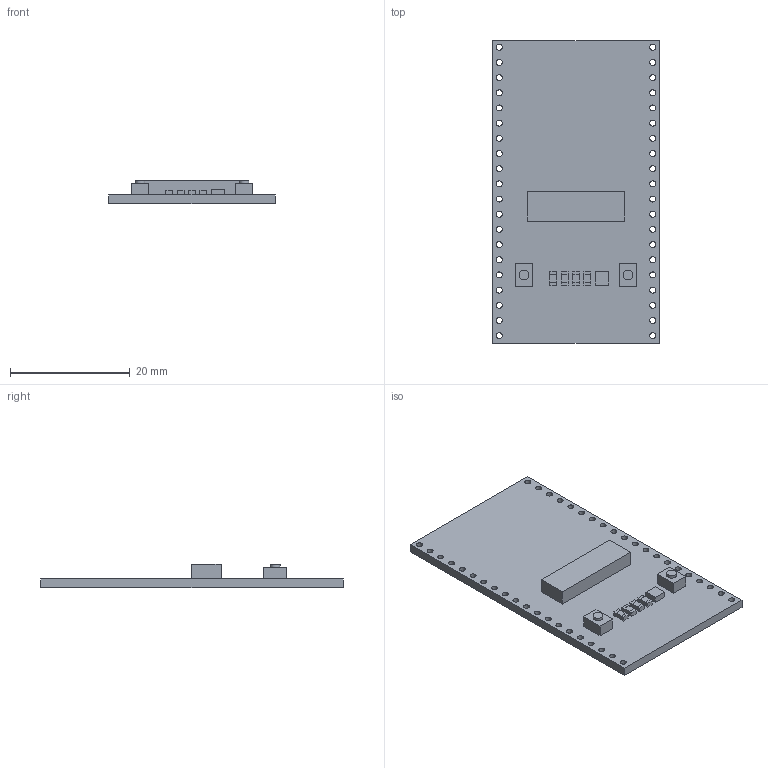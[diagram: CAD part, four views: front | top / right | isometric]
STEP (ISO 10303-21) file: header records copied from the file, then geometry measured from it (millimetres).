
FILE_DESCRIPTION(/* description */ ('','CAx-IF Rec.Pracs.---Representation and Presentation of Product Manufacturing Information (PMI)---4.0---2014-10-13'),/* implementation_level */ '2;1');
FILE_NAME(/* name */ 'Freenove_ESP32-S3-WROOM_CAM_Board.step',/* time_stamp */ '2025-03-05T02:04:51-05:00',/* author */ (''),/* organization */ (''),/* preprocessor_version */ 'ST-DEVELOPER v20',/* originating_system */ 'Autodesk Translation Framework v13.20.0.188',/* authorisation */ '');
FILE_SCHEMA (('AP242_MANAGED_MODEL_BASED_3D_ENGINEERING_MIM_LF { 1 0 10303 442 1 1 4 }'));
Length unit declared in the file: millimetre
Products named in the file (1): Freenove ESP32 S3 WROOM CAM Board
Bounding box: 27.91 x 50.66 x 4 mm (x, y, z)
Volume: 2336.7 mm3; surface area: 3384.7 mm2
Topology: 1 solids, 1 shells, 122 faces, 330 edges, 220 vertices
Faces by surface type: plane 80, cylinder 42
Full cylindrical faces by diameter (mm): 1 x40, 1.65 x2
Entity records: 4080 total; most frequent: CARTESIAN_POINT 673, ORIENTED_EDGE 660, DIRECTION 660, EDGE_CURVE 330, LINE 246, VECTOR 246, VERTEX_POINT 220, EDGE_LOOP 212
